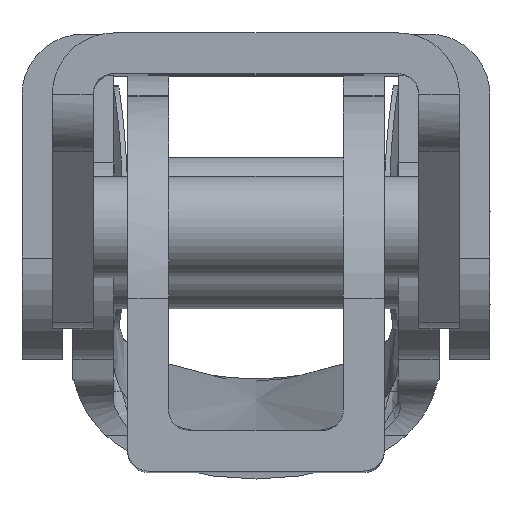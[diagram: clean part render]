
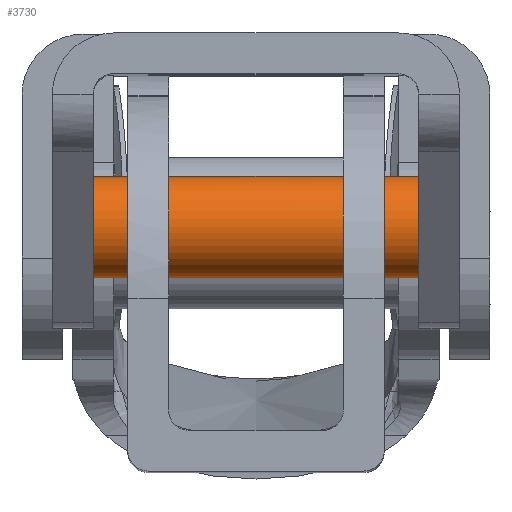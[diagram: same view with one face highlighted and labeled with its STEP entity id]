
A CAD part, top view. The second image highlights one B-rep face of the part: STEP entity #3730.
In plain terms, the highlighted free-form (B-spline) face has degree [2, 1] with [7, 2] control points.
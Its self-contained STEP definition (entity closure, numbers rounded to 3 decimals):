
#3394=CARTESIAN_POINT('',(9.0,0.0,15.5));
#3395=VERTEX_POINT('',#3394);
#3396=CARTESIAN_POINT('',(9.,2.492,13.196));
#3397=VERTEX_POINT('',#3396);
#3398=CARTESIAN_POINT('',(9.0,0.0,15.5));
#3399=CARTESIAN_POINT('',(9.0,2.311,15.5));
#3400=CARTESIAN_POINT('',(9.,2.492,13.196));
#3408=(BOUNDED_CURVE()B_SPLINE_CURVE(2,(#3398,#3399,#3400),.UNSPECIFIED.,.F.,.U.)B_SPLINE_CURVE_WITH_KNOTS((3,3),(0.0,0.236),.UNSPECIFIED.)CURVE()GEOMETRIC_REPRESENTATION_ITEM()RATIONAL_B_SPLINE_CURVE((1.0,0.723,0.97))REPRESENTATION_ITEM(''));
#3409=EDGE_CURVE('',#3395,#3397,#3408,.T.);
#3411=CARTESIAN_POINT('',(9.0,-2.495,12.847));
#3412=VERTEX_POINT('',#3411);
#3413=CARTESIAN_POINT('',(9.0,-2.495,12.847));
#3414=CARTESIAN_POINT('',(9.,-2.5,12.924));
#3415=CARTESIAN_POINT('',(9.0,-2.5,13.));
#3416=CARTESIAN_POINT('',(9.,-2.5,15.5));
#3417=CARTESIAN_POINT('',(9.0,0.0,15.5));
#3425=(BOUNDED_CURVE()B_SPLINE_CURVE(2,(#3413,#3414,#3415,#3416,#3417),.UNSPECIFIED.,.F.,.U.)B_SPLINE_CURVE_WITH_KNOTS((3,2,3),(0.739,0.75,1.0),.UNSPECIFIED.)CURVE()GEOMETRIC_REPRESENTATION_ITEM()RATIONAL_B_SPLINE_CURVE((0.976,0.988,1.0,0.707,1.0))REPRESENTATION_ITEM(''));
#3426=EDGE_CURVE('',#3412,#3395,#3425,.T.);
#3508=CARTESIAN_POINT('',(9.,0.879,10.66));
#3509=VERTEX_POINT('',#3508);
#3510=CARTESIAN_POINT('',(9.,2.492,13.196));
#3511=CARTESIAN_POINT('',(9.0,2.5,13.098));
#3512=CARTESIAN_POINT('',(9.0,2.5,13.));
#3513=CARTESIAN_POINT('',(9.0,2.5,11.268));
#3514=CARTESIAN_POINT('',(9.,0.879,10.66));
#3522=(BOUNDED_CURVE()B_SPLINE_CURVE(2,(#3510,#3511,#3512,#3513,#3514),.UNSPECIFIED.,.F.,.U.)B_SPLINE_CURVE_WITH_KNOTS((3,2,3),(0.236,0.25,0.44),.UNSPECIFIED.)CURVE()GEOMETRIC_REPRESENTATION_ITEM()RATIONAL_B_SPLINE_CURVE((0.97,0.984,1.0,0.777,0.893))REPRESENTATION_ITEM(''));
#3523=EDGE_CURVE('',#3397,#3509,#3522,.T.);
#3606=CARTESIAN_POINT('',(-9.0,0.879,10.66));
#3607=VERTEX_POINT('',#3606);
#3623=CARTESIAN_POINT('',(9.,0.879,10.66));
#3624=CARTESIAN_POINT('',(-9.0,0.879,10.66));
#3625=QUASI_UNIFORM_CURVE('',1,(#3623,#3624),.UNSPECIFIED.,.F.,.U.);
#3626=EDGE_CURVE('',#3509,#3607,#3625,.T.);
#3631=CARTESIAN_POINT('',(-9.,-2.495,12.847));
#3632=VERTEX_POINT('',#3631);
#3633=CARTESIAN_POINT('',(9.0,-2.495,12.847));
#3634=CARTESIAN_POINT('',(-9.,-2.495,12.847));
#3635=QUASI_UNIFORM_CURVE('',1,(#3633,#3634),.UNSPECIFIED.,.F.,.U.);
#3636=EDGE_CURVE('',#3412,#3632,#3635,.T.);
#3654=CARTESIAN_POINT('',(9.45,-2.495,12.847));
#3655=CARTESIAN_POINT('',(9.45,-2.648,15.343));
#3656=CARTESIAN_POINT('',(9.45,-0.153,15.495));
#3657=CARTESIAN_POINT('',(9.45,2.343,15.648));
#3658=CARTESIAN_POINT('',(9.45,2.495,13.153));
#3659=CARTESIAN_POINT('',(9.45,2.608,11.309));
#3660=CARTESIAN_POINT('',(9.45,0.879,10.66));
#3661=CARTESIAN_POINT('',(-9.461,-2.495,12.847));
#3662=CARTESIAN_POINT('',(-9.461,-2.648,15.343));
#3663=CARTESIAN_POINT('',(-9.461,-0.153,15.495));
#3664=CARTESIAN_POINT('',(-9.461,2.343,15.648));
#3665=CARTESIAN_POINT('',(-9.461,2.495,13.153));
#3666=CARTESIAN_POINT('',(-9.461,2.608,11.309));
#3667=CARTESIAN_POINT('',(-9.461,0.879,10.66));
#3675=(BOUNDED_SURFACE()B_SPLINE_SURFACE(2,1,((#3654,#3661),(#3655,#3662),(#3656,#3663),(#3657,#3664),(#3658,#3665),(#3659,#3666),(#3660,#3667)),.UNSPECIFIED.,.F.,.F.,.U.)B_SPLINE_SURFACE_WITH_KNOTS((3,2,2,3),(2,2),(0.0,4.142,8.284,11.598),(0.0,18.911),.UNSPECIFIED.)GEOMETRIC_REPRESENTATION_ITEM()RATIONAL_B_SPLINE_SURFACE(((1.0,1.0),(0.707,0.707),(1.0,1.0),(0.707,0.707),(1.0,1.0),(0.766,0.766),(0.906,0.906)))REPRESENTATION_ITEM('')SURFACE());
#3676=CARTESIAN_POINT('',(-9.,2.483,13.295));
#3677=VERTEX_POINT('',#3676);
#3678=CARTESIAN_POINT('',(-9.,2.483,13.295));
#3679=CARTESIAN_POINT('',(-9.0,2.5,13.148));
#3680=CARTESIAN_POINT('',(-9.0,2.5,13.));
#3681=CARTESIAN_POINT('',(-9.0,2.5,11.268));
#3682=CARTESIAN_POINT('',(-9.0,0.879,10.66));
#3690=(BOUNDED_CURVE()B_SPLINE_CURVE(2,(#3678,#3679,#3680,#3681,#3682),.UNSPECIFIED.,.F.,.U.)B_SPLINE_CURVE_WITH_KNOTS((3,2,3),(0.23,0.25,0.44),.UNSPECIFIED.)CURVE()GEOMETRIC_REPRESENTATION_ITEM()RATIONAL_B_SPLINE_CURVE((0.956,0.976,1.0,0.777,0.893))REPRESENTATION_ITEM(''));
#3691=EDGE_CURVE('',#3677,#3607,#3690,.T.);
#3692=ORIENTED_EDGE('',*,*,#3691,.F.);
#3693=CARTESIAN_POINT('',(-9.0,0.0,15.5));
#3694=VERTEX_POINT('',#3693);
#3695=CARTESIAN_POINT('',(-9.0,0.0,15.5));
#3696=CARTESIAN_POINT('',(-9.,2.22,15.5));
#3697=CARTESIAN_POINT('',(-9.,2.483,13.295));
#3705=(BOUNDED_CURVE()B_SPLINE_CURVE(2,(#3695,#3696,#3697),.UNSPECIFIED.,.F.,.U.)B_SPLINE_CURVE_WITH_KNOTS((3,3),(0.0,0.23),.UNSPECIFIED.)CURVE()GEOMETRIC_REPRESENTATION_ITEM()RATIONAL_B_SPLINE_CURVE((1.0,0.731,0.956))REPRESENTATION_ITEM(''));
#3706=EDGE_CURVE('',#3694,#3677,#3705,.T.);
#3707=ORIENTED_EDGE('',*,*,#3706,.F.);
#3708=CARTESIAN_POINT('',(-9.,-2.495,12.847));
#3709=CARTESIAN_POINT('',(-9.,-2.5,12.924));
#3710=CARTESIAN_POINT('',(-9.0,-2.5,13.));
#3711=CARTESIAN_POINT('',(-9.,-2.5,15.5));
#3712=CARTESIAN_POINT('',(-9.0,0.0,15.5));
#3720=(BOUNDED_CURVE()B_SPLINE_CURVE(2,(#3708,#3709,#3710,#3711,#3712),.UNSPECIFIED.,.F.,.U.)B_SPLINE_CURVE_WITH_KNOTS((3,2,3),(0.739,0.75,1.0),.UNSPECIFIED.)CURVE()GEOMETRIC_REPRESENTATION_ITEM()RATIONAL_B_SPLINE_CURVE((0.976,0.988,1.0,0.707,1.0))REPRESENTATION_ITEM(''));
#3721=EDGE_CURVE('',#3632,#3694,#3720,.T.);
#3722=ORIENTED_EDGE('',*,*,#3721,.F.);
#3723=ORIENTED_EDGE('',*,*,#3636,.F.);
#3724=ORIENTED_EDGE('',*,*,#3426,.T.);
#3725=ORIENTED_EDGE('',*,*,#3409,.T.);
#3726=ORIENTED_EDGE('',*,*,#3523,.T.);
#3727=ORIENTED_EDGE('',*,*,#3626,.T.);
#3728=EDGE_LOOP('',(#3692,#3707,#3722,#3723,#3724,#3725,#3726,#3727));
#3729=FACE_OUTER_BOUND('',#3728,.T.);
#3730=ADVANCED_FACE('',(#3729),#3675,.T.);
